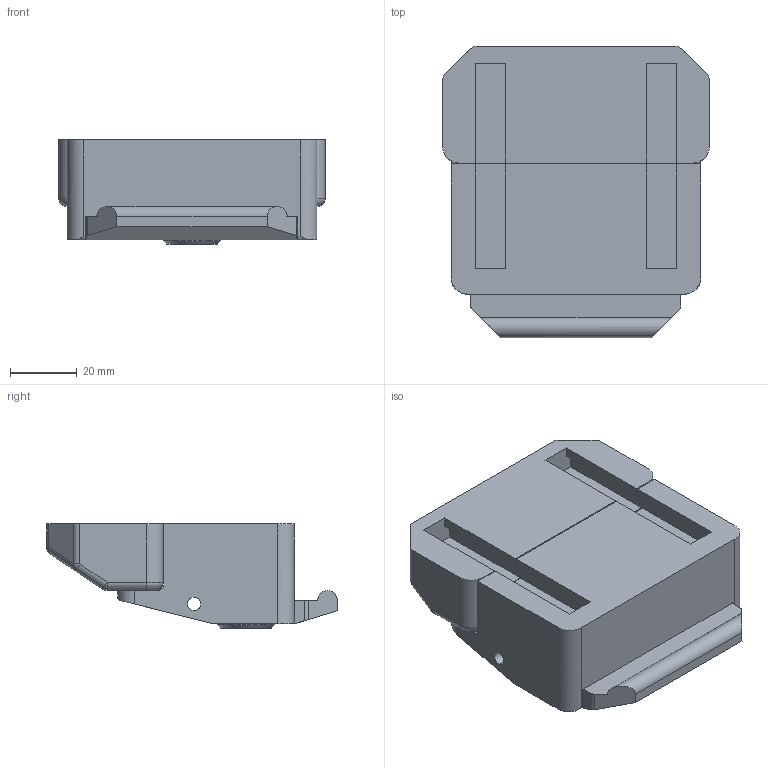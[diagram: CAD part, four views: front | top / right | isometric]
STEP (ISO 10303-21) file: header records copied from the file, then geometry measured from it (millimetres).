
FILE_DESCRIPTION (( 'STEP AP203' ), '1' );
FILE_NAME ('3_842_530_353_Bosch.step', '2024-06-10T09:17:56', ( '' ), ( '' ), 'SwSTEP 2.0', 'SolidWorks 2014', '' );
FILE_SCHEMA (( 'CONFIG_CONTROL_DESIGN' ));
Length unit declared in the file: millimetre
Products named in the file (1): 3_842_530_353_Bosch
Bounding box: 80 x 87.32 x 31.27 mm (x, y, z)
Volume: 128241.9 mm3; surface area: 30317.3 mm2
Topology: 1 solids, 2 shells, 163 faces, 461 edges, 296 vertices
Faces by surface type: plane 103, cylinder 50, sphere 6, cone 2, torus 2
Entity records: 5350 total; most frequent: CARTESIAN_POINT 1008, ORIENTED_EDGE 918, DIRECTION 869, EDGE_CURVE 459, VECTOR 339, LINE 339, VERTEX_POINT 296, AXIS2_PLACEMENT_3D 265
